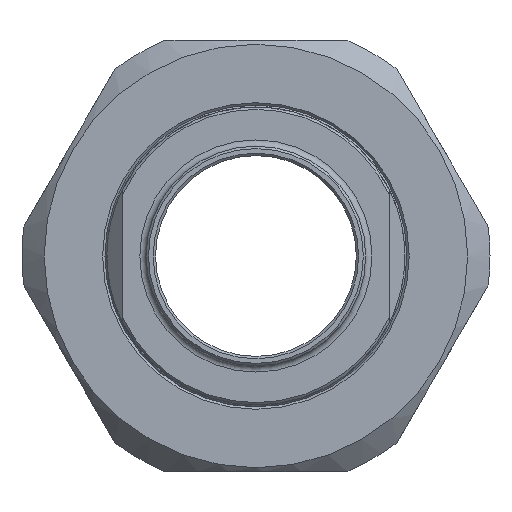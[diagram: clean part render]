
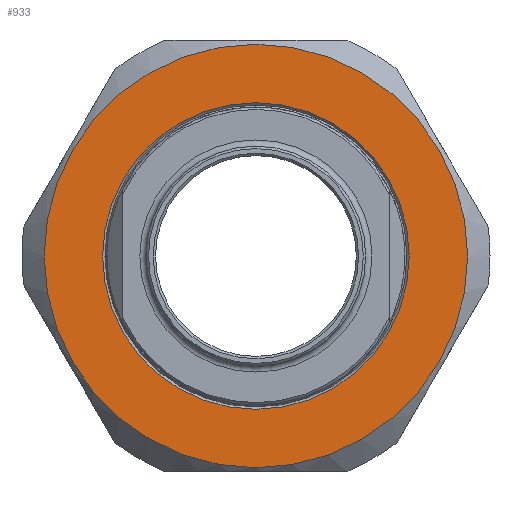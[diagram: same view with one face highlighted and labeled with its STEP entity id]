
A CAD part, left-side view. The second image highlights one B-rep face of the part: STEP entity #933.
In plain terms, the highlighted planar face has unit normal (-1, 0, 0).
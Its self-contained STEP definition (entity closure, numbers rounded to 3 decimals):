
#38=FACE_BOUND('',#181,.T.);
#89=PLANE('',#1088);
#122=FACE_OUTER_BOUND('',#180,.T.);
#180=EDGE_LOOP('',(#722));
#181=EDGE_LOOP('',(#723));
#335=CIRCLE('',#1068,27.);
#345=CIRCLE('',#1087,19.55);
#421=VERTEX_POINT('',#1607);
#430=VERTEX_POINT('',#1642);
#525=EDGE_CURVE('',#421,#421,#335,.T.);
#539=EDGE_CURVE('',#430,#430,#345,.T.);
#722=ORIENTED_EDGE('',*,*,#525,.T.);
#723=ORIENTED_EDGE('',*,*,#539,.F.);
#933=ADVANCED_FACE('',(#122,#38),#89,.T.);
#1068=AXIS2_PLACEMENT_3D('',#1609,#1248,#1249);
#1087=AXIS2_PLACEMENT_3D('',#1643,#1289,#1290);
#1088=AXIS2_PLACEMENT_3D('',#1645,#1292,#1293);
#1248=DIRECTION('center_axis',(-1.,0.,0.));
#1249=DIRECTION('ref_axis',(0.,1.,0.));
#1289=DIRECTION('center_axis',(-1.,0.,0.));
#1290=DIRECTION('ref_axis',(0.,0.,-1.));
#1292=DIRECTION('center_axis',(-1.,0.,0.));
#1293=DIRECTION('ref_axis',(0.,0.,1.));
#1607=CARTESIAN_POINT('',(-21.,-27.,0.));
#1609=CARTESIAN_POINT('Origin',(-21.,0.,0.));
#1642=CARTESIAN_POINT('',(-21.,0.,19.55));
#1643=CARTESIAN_POINT('Origin',(-21.,0.,0.));
#1645=CARTESIAN_POINT('Origin',(-21.,0.,0.));
